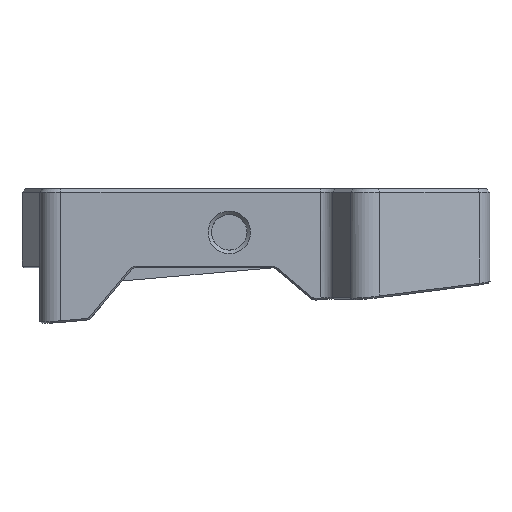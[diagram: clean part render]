
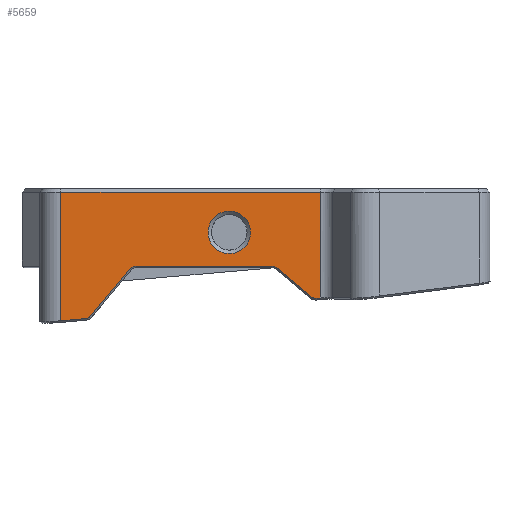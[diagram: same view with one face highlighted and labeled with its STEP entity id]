
A CAD part, left-side view. The second image highlights one B-rep face of the part: STEP entity #5659.
In plain terms, the highlighted planar face has unit normal (-1, 0, 0).
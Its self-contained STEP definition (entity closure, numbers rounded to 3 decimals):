
#113=ELLIPSE('',#6037,1.303,1.128);
#114=ELLIPSE('',#6040,1.303,1.128);
#140=FACE_BOUND('',#636,.T.);
#244=B_SPLINE_CURVE_WITH_KNOTS('',3,(#8390,#8391,#8392,#8393,#8394,#8395),
 .UNSPECIFIED.,.F.,.F.,(4,2,4),(-0.116,-0.058,
0.),.UNSPECIFIED.);
#245=B_SPLINE_CURVE_WITH_KNOTS('',3,(#8411,#8412,#8413,#8414,#8415,#8416),
 .UNSPECIFIED.,.F.,.F.,(4,2,4),(-0.116,-0.058,
0.),.UNSPECIFIED.);
#246=B_SPLINE_CURVE_WITH_KNOTS('',3,(#8421,#8422,#8423,#8424,#8425,#8426),
 .UNSPECIFIED.,.F.,.F.,(4,2,4),(-0.004,-0.002,
0.),.UNSPECIFIED.);
#297=FACE_OUTER_BOUND('',#635,.T.);
#635=EDGE_LOOP('',(#3850,#3851,#3852,#3853,#3854,#3855,#3856,#3857,#3858,
#3859,#3860,#3861,#3862,#3863,#3864,#3865,#3866));
#636=EDGE_LOOP('',(#3867));
#999=CIRCLE('',#6038,2.5);
#1000=CIRCLE('',#6039,2.5);
#1001=CIRCLE('',#6041,6.);
#1235=LINE('',#8365,#1823);
#1237=LINE('',#8382,#1825);
#1238=LINE('',#8384,#1826);
#1239=LINE('',#8386,#1827);
#1240=LINE('',#8397,#1828);
#1241=LINE('',#8399,#1829);
#1242=LINE('',#8403,#1830);
#1243=LINE('',#8407,#1831);
#1244=LINE('',#8409,#1832);
#1245=LINE('',#8420,#1833);
#1823=VECTOR('',#6660,10.);
#1825=VECTOR('',#6666,10.);
#1826=VECTOR('',#6667,10.);
#1827=VECTOR('',#6668,10.);
#1828=VECTOR('',#6671,10.);
#1829=VECTOR('',#6672,10.);
#1830=VECTOR('',#6675,10.);
#1831=VECTOR('',#6678,10.);
#1832=VECTOR('',#6679,10.);
#1833=VECTOR('',#6682,10.);
#2433=VERTEX_POINT('',#8363);
#2434=VERTEX_POINT('',#8364);
#2437=VERTEX_POINT('',#8381);
#2438=VERTEX_POINT('',#8383);
#2439=VERTEX_POINT('',#8385);
#2440=VERTEX_POINT('',#8387);
#2441=VERTEX_POINT('',#8389);
#2442=VERTEX_POINT('',#8396);
#2443=VERTEX_POINT('',#8398);
#2444=VERTEX_POINT('',#8400);
#2445=VERTEX_POINT('',#8402);
#2446=VERTEX_POINT('',#8404);
#2447=VERTEX_POINT('',#8406);
#2448=VERTEX_POINT('',#8408);
#2449=VERTEX_POINT('',#8410);
#2450=VERTEX_POINT('',#8417);
#2451=VERTEX_POINT('',#8419);
#2452=VERTEX_POINT('',#8427);
#2974=EDGE_CURVE('',#2433,#2434,#1235,.T.);
#2978=EDGE_CURVE('',#2437,#2433,#1237,.T.);
#2979=EDGE_CURVE('',#2438,#2437,#1238,.T.);
#2980=EDGE_CURVE('',#2439,#2438,#1239,.T.);
#2981=EDGE_CURVE('',#2440,#2439,#113,.T.);
#2982=EDGE_CURVE('',#2441,#2440,#244,.T.);
#2983=EDGE_CURVE('',#2442,#2441,#1240,.T.);
#2984=EDGE_CURVE('',#2443,#2442,#1241,.T.);
#2985=EDGE_CURVE('',#2444,#2443,#999,.T.);
#2986=EDGE_CURVE('',#2445,#2444,#1242,.T.);
#2987=EDGE_CURVE('',#2446,#2445,#1000,.T.);
#2988=EDGE_CURVE('',#2447,#2446,#1243,.T.);
#2989=EDGE_CURVE('',#2448,#2447,#1244,.T.);
#2990=EDGE_CURVE('',#2449,#2448,#245,.T.);
#2991=EDGE_CURVE('',#2450,#2449,#114,.T.);
#2992=EDGE_CURVE('',#2451,#2450,#1245,.T.);
#2993=EDGE_CURVE('',#2434,#2451,#246,.T.);
#2994=EDGE_CURVE('',#2452,#2452,#1001,.T.);
#3850=ORIENTED_EDGE('',*,*,#2974,.F.);
#3851=ORIENTED_EDGE('',*,*,#2978,.F.);
#3852=ORIENTED_EDGE('',*,*,#2979,.F.);
#3853=ORIENTED_EDGE('',*,*,#2980,.F.);
#3854=ORIENTED_EDGE('',*,*,#2981,.F.);
#3855=ORIENTED_EDGE('',*,*,#2982,.F.);
#3856=ORIENTED_EDGE('',*,*,#2983,.F.);
#3857=ORIENTED_EDGE('',*,*,#2984,.F.);
#3858=ORIENTED_EDGE('',*,*,#2985,.F.);
#3859=ORIENTED_EDGE('',*,*,#2986,.F.);
#3860=ORIENTED_EDGE('',*,*,#2987,.F.);
#3861=ORIENTED_EDGE('',*,*,#2988,.F.);
#3862=ORIENTED_EDGE('',*,*,#2989,.F.);
#3863=ORIENTED_EDGE('',*,*,#2990,.F.);
#3864=ORIENTED_EDGE('',*,*,#2991,.F.);
#3865=ORIENTED_EDGE('',*,*,#2992,.F.);
#3866=ORIENTED_EDGE('',*,*,#2993,.F.);
#3867=ORIENTED_EDGE('',*,*,#2994,.T.);
#5505=PLANE('',#6036);
#5659=ADVANCED_FACE('',(#297,#140),#5505,.T.);
#6036=AXIS2_PLACEMENT_3D('',#8380,#6664,#6665);
#6037=AXIS2_PLACEMENT_3D('',#8388,#6669,#6670);
#6038=AXIS2_PLACEMENT_3D('',#8401,#6673,#6674);
#6039=AXIS2_PLACEMENT_3D('',#8405,#6676,#6677);
#6040=AXIS2_PLACEMENT_3D('',#8418,#6680,#6681);
#6041=AXIS2_PLACEMENT_3D('',#8428,#6683,#6684);
#6660=DIRECTION('',(0.,0.,-1.));
#6664=DIRECTION('center_axis',(-1.,0.,0.));
#6665=DIRECTION('ref_axis',(0.,-1.,0.));
#6666=DIRECTION('',(0.,-1.,0.));
#6667=DIRECTION('',(0.,0.,1.));
#6668=DIRECTION('',(0.,0.996,-0.087));
#6669=DIRECTION('center_axis',(1.,0.,0.));
#6670=DIRECTION('ref_axis',(0.,0.993,-0.115));
#6671=DIRECTION('',(0.,0.643,-0.766));
#6672=DIRECTION('',(0.,0.643,-0.766));
#6673=DIRECTION('center_axis',(-1.,0.,0.));
#6674=DIRECTION('ref_axis',(0.,0.423,0.906));
#6675=DIRECTION('',(0.,1.,0.));
#6676=DIRECTION('center_axis',(-1.,0.,0.));
#6677=DIRECTION('ref_axis',(0.,-0.342,0.94));
#6678=DIRECTION('',(0.,0.766,0.643));
#6679=DIRECTION('',(0.,0.766,0.643));
#6680=DIRECTION('center_axis',(1.,0.,0.));
#6681=DIRECTION('ref_axis',(0.,0.998,-0.059));
#6682=DIRECTION('',(0.,0.996,-0.087));
#6683=DIRECTION('center_axis',(1.,0.,0.));
#6684=DIRECTION('ref_axis',(0.,1.,0.));
#8363=CARTESIAN_POINT('',(6.76,-79.175,9.3));
#8364=CARTESIAN_POINT('',(6.76,-79.175,-20.514));
#8365=CARTESIAN_POINT('',(6.76,-79.175,1.5));
#8380=CARTESIAN_POINT('Origin',(6.76,-0.021,1.5));
#8381=CARTESIAN_POINT('',(6.76,-6.021,9.3));
#8382=CARTESIAN_POINT('',(6.76,-31.016,9.3));
#8383=CARTESIAN_POINT('',(6.76,-6.021,-26.93));
#8384=CARTESIAN_POINT('',(6.76,-6.021,1.5));
#8385=CARTESIAN_POINT('',(6.76,-13.116,-26.308));
#8386=CARTESIAN_POINT('',(6.76,-32.46,-24.611));
#8387=CARTESIAN_POINT('',(6.76,-13.143,-26.305));
#8388=CARTESIAN_POINT('Origin',(6.76,-13.028,-25.183));
#8389=CARTESIAN_POINT('',(6.76,-14.144,-25.772));
#8390=CARTESIAN_POINT('Ctrl Pts',(6.76,-14.144,-25.772));
#8391=CARTESIAN_POINT('Ctrl Pts',(6.76,-14.019,-25.92));
#8392=CARTESIAN_POINT('Ctrl Pts',(6.76,-13.865,-26.043));
#8393=CARTESIAN_POINT('Ctrl Pts',(6.76,-13.523,-26.226));
#8394=CARTESIAN_POINT('Ctrl Pts',(6.76,-13.335,-26.285));
#8395=CARTESIAN_POINT('Ctrl Pts',(6.76,-13.143,-26.305));
#8396=CARTESIAN_POINT('',(6.76,-14.175,-25.734));
#8397=CARTESIAN_POINT('',(6.76,-14.175,-25.734));
#8398=CARTESIAN_POINT('',(6.76,-25.365,-12.393));
#8399=CARTESIAN_POINT('',(6.76,-17.673,-21.564));
#8400=CARTESIAN_POINT('',(6.76,-27.28,-11.5));
#8401=CARTESIAN_POINT('Origin',(6.76,-27.28,-14.));
#8402=CARTESIAN_POINT('',(6.76,-65.498,-11.5));
#8403=CARTESIAN_POINT('',(6.76,-13.184,-11.5));
#8404=CARTESIAN_POINT('',(6.76,-67.104,-12.085));
#8405=CARTESIAN_POINT('Origin',(6.76,-65.498,-14.));
#8406=CARTESIAN_POINT('',(6.76,-76.827,-20.239));
#8407=CARTESIAN_POINT('',(6.76,-43.791,7.469));
#8408=CARTESIAN_POINT('',(6.76,-76.864,-20.271));
#8409=CARTESIAN_POINT('',(6.76,-76.864,-20.271));
#8410=CARTESIAN_POINT('',(6.76,-77.943,-20.622));
#8411=CARTESIAN_POINT('Ctrl Pts',(6.76,-77.943,-20.622));
#8412=CARTESIAN_POINT('Ctrl Pts',(6.76,-77.75,-20.635));
#8413=CARTESIAN_POINT('Ctrl Pts',(6.76,-77.555,-20.61));
#8414=CARTESIAN_POINT('Ctrl Pts',(6.76,-77.186,-20.49));
#8415=CARTESIAN_POINT('Ctrl Pts',(6.76,-77.013,-20.395));
#8416=CARTESIAN_POINT('Ctrl Pts',(6.76,-76.864,-20.271));
#8417=CARTESIAN_POINT('',(6.76,-77.969,-20.62));
#8418=CARTESIAN_POINT('Origin',(6.76,-77.86,-19.497));
#8419=CARTESIAN_POINT('',(6.76,-79.132,-20.518));
#8420=CARTESIAN_POINT('',(6.76,-32.46,-24.611));
#8421=CARTESIAN_POINT('Ctrl Pts',(6.76,-79.175,-20.514));
#8422=CARTESIAN_POINT('Ctrl Pts',(6.76,-79.168,-20.515));
#8423=CARTESIAN_POINT('Ctrl Pts',(6.76,-79.161,-20.515));
#8424=CARTESIAN_POINT('Ctrl Pts',(6.76,-79.146,-20.517));
#8425=CARTESIAN_POINT('Ctrl Pts',(6.76,-79.139,-20.517));
#8426=CARTESIAN_POINT('Ctrl Pts',(6.76,-79.132,-20.518));
#8427=CARTESIAN_POINT('',(6.76,-59.521,-2.003));
#8428=CARTESIAN_POINT('Origin',(6.76,-53.521,-2.003));
